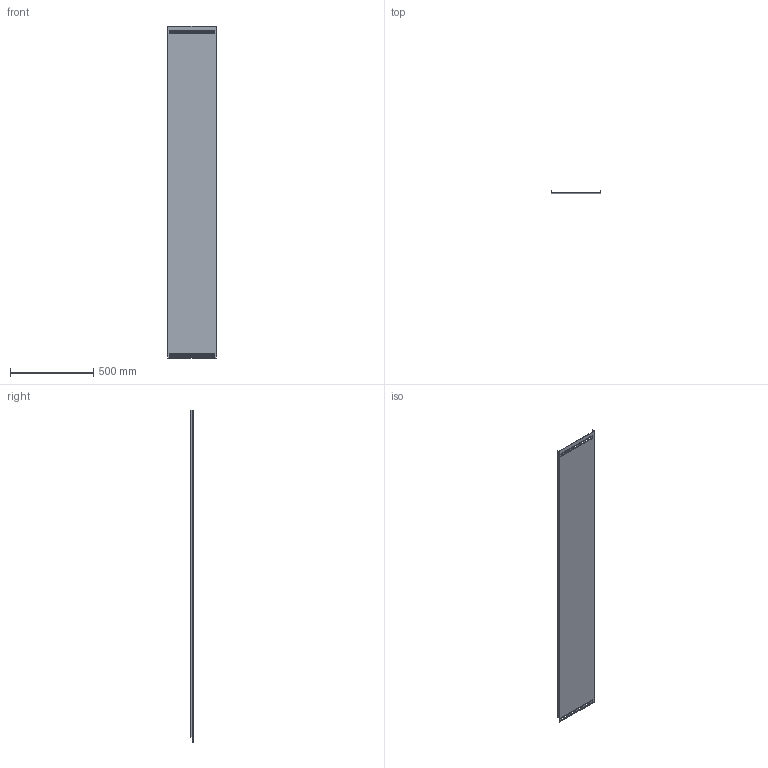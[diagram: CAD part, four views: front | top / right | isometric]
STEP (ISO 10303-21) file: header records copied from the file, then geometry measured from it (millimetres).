
FILE_DESCRIPTION((''),'2;1');
FILE_NAME('715153_PRT','2018-11-09T09:59:09',('tomasz.grudniewski'),(''),'CREO PARAMETRIC BY PTC INC, 2018260','CREO PARAMETRIC BY PTC INC, 2018260','');
FILE_SCHEMA(('CONFIG_CONTROL_DESIGN'));
Length unit declared in the file: millimetre
Products named in the file (1): 715153_PRT
Bounding box: 300 x 15 x 2000 mm (x, y, z)
Volume: 964873.2 mm3; surface area: 1296784.2 mm2
Topology: 1 solids, 1 shells, 208 faces, 602 edges, 396 vertices
Faces by surface type: plane 112, cylinder 96
Entity records: 7092 total; most frequent: DIRECTION 1210, CARTESIAN_POINT 1206, ORIENTED_EDGE 1204, EDGE_CURVE 602, VECTOR 410, LINE 410, AXIS2_PLACEMENT_3D 400, VERTEX_POINT 396
